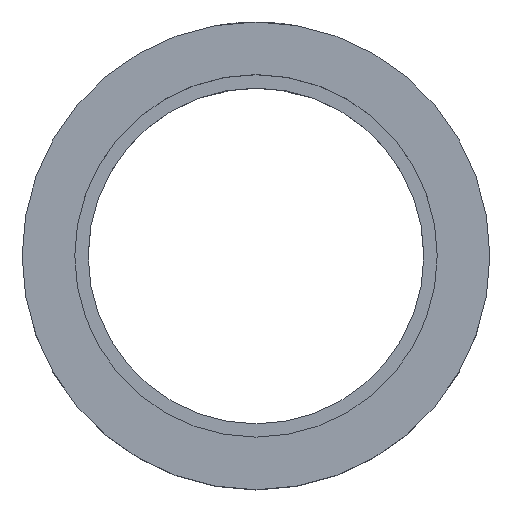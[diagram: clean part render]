
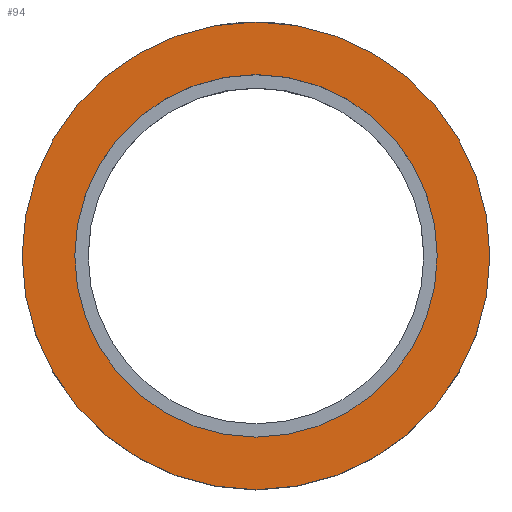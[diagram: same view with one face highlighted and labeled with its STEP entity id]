
A CAD part, top view. The second image highlights one B-rep face of the part: STEP entity #94.
In plain terms, the highlighted planar face has unit normal (0, 0, 1).
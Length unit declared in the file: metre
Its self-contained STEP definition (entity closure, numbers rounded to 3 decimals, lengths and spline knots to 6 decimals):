
#12=PLANE('',#120);
#25=ORIENTED_EDGE('',*,*,#40,.F.);
#26=ORIENTED_EDGE('',*,*,#33,.T.);
#33=EDGE_CURVE('',#41,#41,#49,.T.);
#40=EDGE_CURVE('',#48,#48,#54,.T.);
#41=VERTEX_POINT('',#155);
#48=VERTEX_POINT('',#191);
#49=CIRCLE('',#112,0.01742);
#54=CIRCLE('',#119,0.0135);
#63=EDGE_LOOP('',(#25));
#64=EDGE_LOOP('',(#26));
#79=FACE_BOUND('',#63,.T.);
#80=FACE_BOUND('',#64,.T.);
#94=ADVANCED_FACE('',(#79,#80),#12,.T.);
#112=AXIS2_PLACEMENT_3D('',#154,#128,#129);
#119=AXIS2_PLACEMENT_3D('',#190,#142,#143);
#120=AXIS2_PLACEMENT_3D('',#192,#144,#145);
#128=DIRECTION('',(0.,0.,1.));
#129=DIRECTION('',(1.,0.,0.));
#142=DIRECTION('',(0.,0.,1.));
#143=DIRECTION('',(1.,0.,0.));
#144=DIRECTION('',(0.,0.,1.));
#145=DIRECTION('',(1.,0.,0.));
#154=CARTESIAN_POINT('',(0.,0.00137,0.0115));
#155=CARTESIAN_POINT('',(0.01742,0.00137,0.0115));
#190=CARTESIAN_POINT('',(0.,0.00137,0.0115));
#191=CARTESIAN_POINT('',(0.0135,0.00137,0.0115));
#192=CARTESIAN_POINT('',(0.,0.00137,0.0115));
